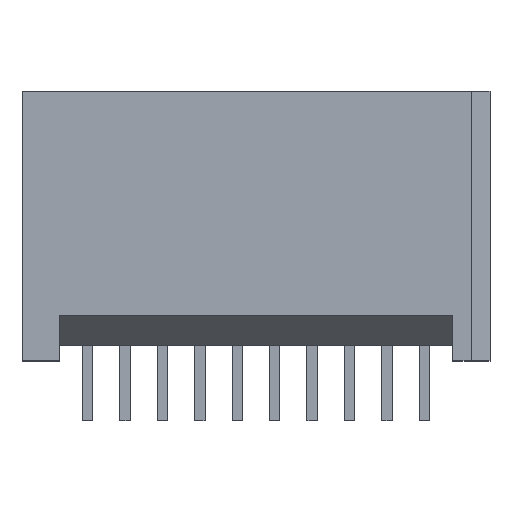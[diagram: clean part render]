
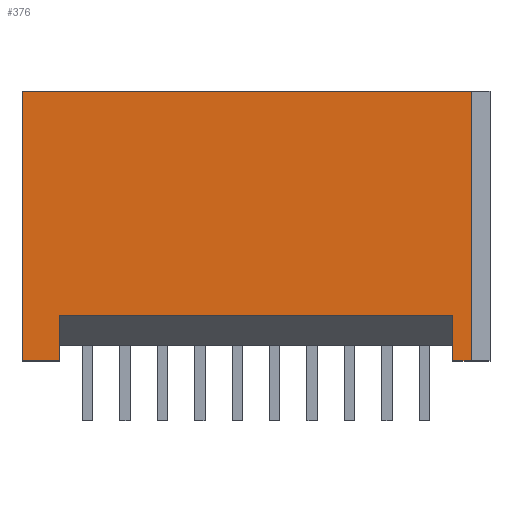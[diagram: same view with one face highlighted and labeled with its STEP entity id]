
A CAD part, top view. The second image highlights one B-rep face of the part: STEP entity #376.
In plain terms, the highlighted planar face has unit normal (0, 0, 1).
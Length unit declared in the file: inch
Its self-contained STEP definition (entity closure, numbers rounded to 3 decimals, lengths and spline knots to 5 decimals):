
#376 = ADVANCED_FACE( '', ( #891 ), #892, .F. );
#891 = FACE_OUTER_BOUND( '', #1517, .T. );
#892 = PLANE( '', #1518 );
#1517 = EDGE_LOOP( '', ( #2463, #2464, #2465, #2466, #2467, #2468, #2469, #2470 ) );
#1518 = AXIS2_PLACEMENT_3D( '', #2471, #2472, #2473 );
#2463 = ORIENTED_EDGE( '', *, *, #3742, .F. );
#2464 = ORIENTED_EDGE( '', *, *, #3737, .T. );
#2465 = ORIENTED_EDGE( '', *, *, #3743, .T. );
#2466 = ORIENTED_EDGE( '', *, *, #3744, .F. );
#2467 = ORIENTED_EDGE( '', *, *, #3424, .F. );
#2468 = ORIENTED_EDGE( '', *, *, #3745, .T. );
#2469 = ORIENTED_EDGE( '', *, *, #3746, .T. );
#2470 = ORIENTED_EDGE( '', *, *, #3747, .F. );
#2471 = CARTESIAN_POINT( '', ( -0.3125, 0.36, 0.1125 ) );
#2472 = DIRECTION( '', ( 0., 0., -1. ) );
#2473 = DIRECTION( '', ( -1., 0., 0. ) );
#3424 = EDGE_CURVE( '', #4007, #4009, #4010, .T. );
#3737 = EDGE_CURVE( '', #4528, #4533, #4535, .T. );
#3742 = EDGE_CURVE( '', #4528, #4541, #4542, .T. );
#3743 = EDGE_CURVE( '', #4533, #4543, #4544, .T. );
#3744 = EDGE_CURVE( '', #4009, #4543, #4545, .T. );
#3745 = EDGE_CURVE( '', #4007, #4546, #4547, .T. );
#3746 = EDGE_CURVE( '', #4546, #4548, #4549, .T. );
#3747 = EDGE_CURVE( '', #4541, #4548, #4550, .T. );
#4007 = VERTEX_POINT( '', #4863 );
#4009 = VERTEX_POINT( '', #4866 );
#4010 = LINE( '', #4867, #4868 );
#4528 = VERTEX_POINT( '', #5600 );
#4533 = VERTEX_POINT( '', #5608 );
#4535 = LINE( '', #5611, #5612 );
#4541 = VERTEX_POINT( '', #5620 );
#4542 = LINE( '', #5621, #5622 );
#4543 = VERTEX_POINT( '', #5623 );
#4544 = LINE( '', #5624, #5625 );
#4545 = LINE( '', #5626, #5627 );
#4546 = VERTEX_POINT( '', #5628 );
#4547 = LINE( '', #5629, #5630 );
#4548 = VERTEX_POINT( '', #5631 );
#4549 = LINE( '', #5632, #5633 );
#4550 = LINE( '', #5634, #5635 );
#4863 = CARTESIAN_POINT( '', ( -0.3125, 0.36, 0.1125 ) );
#4866 = CARTESIAN_POINT( '', ( 0.2875, 0.36, 0.1125 ) );
#4867 = CARTESIAN_POINT( '', ( -0.3125, 0.36, 0.1125 ) );
#4868 = VECTOR( '', #6053, 39.37008 );
#5600 = CARTESIAN_POINT( '', ( 0.2625, 0.06, 0.1125 ) );
#5608 = CARTESIAN_POINT( '', ( 0.2625, 0., 0.1125 ) );
#5611 = CARTESIAN_POINT( '', ( 0.2625, 0.06, 0.1125 ) );
#5612 = VECTOR( '', #6371, 39.37008 );
#5620 = CARTESIAN_POINT( '', ( -0.2625, 0.06, 0.1125 ) );
#5621 = CARTESIAN_POINT( '', ( 0.2625, 0.06, 0.1125 ) );
#5622 = VECTOR( '', #6374, 39.37008 );
#5623 = CARTESIAN_POINT( '', ( 0.2875, 0., 0.1125 ) );
#5624 = CARTESIAN_POINT( '', ( -0.3125, 0., 0.1125 ) );
#5625 = VECTOR( '', #6375, 39.37008 );
#5626 = CARTESIAN_POINT( '', ( 0.2875, 0.36, 0.1125 ) );
#5627 = VECTOR( '', #6376, 39.37008 );
#5628 = CARTESIAN_POINT( '', ( -0.3125, 0., 0.1125 ) );
#5629 = CARTESIAN_POINT( '', ( -0.3125, 0.36, 0.1125 ) );
#5630 = VECTOR( '', #6377, 39.37008 );
#5631 = CARTESIAN_POINT( '', ( -0.2625, 0., 0.1125 ) );
#5632 = CARTESIAN_POINT( '', ( -0.3125, 0., 0.1125 ) );
#5633 = VECTOR( '', #6378, 39.37008 );
#5634 = CARTESIAN_POINT( '', ( -0.2625, 0.06, 0.1125 ) );
#5635 = VECTOR( '', #6379, 39.37008 );
#6053 = DIRECTION( '', ( 1., 0., 0. ) );
#6371 = DIRECTION( '', ( 0., -1., 0. ) );
#6374 = DIRECTION( '', ( -1., 0., 0. ) );
#6375 = DIRECTION( '', ( 1., 0., 0. ) );
#6376 = DIRECTION( '', ( 0., -1., 0. ) );
#6377 = DIRECTION( '', ( 0., -1., 0. ) );
#6378 = DIRECTION( '', ( 1., 0., 0. ) );
#6379 = DIRECTION( '', ( 0., -1., 0. ) );
